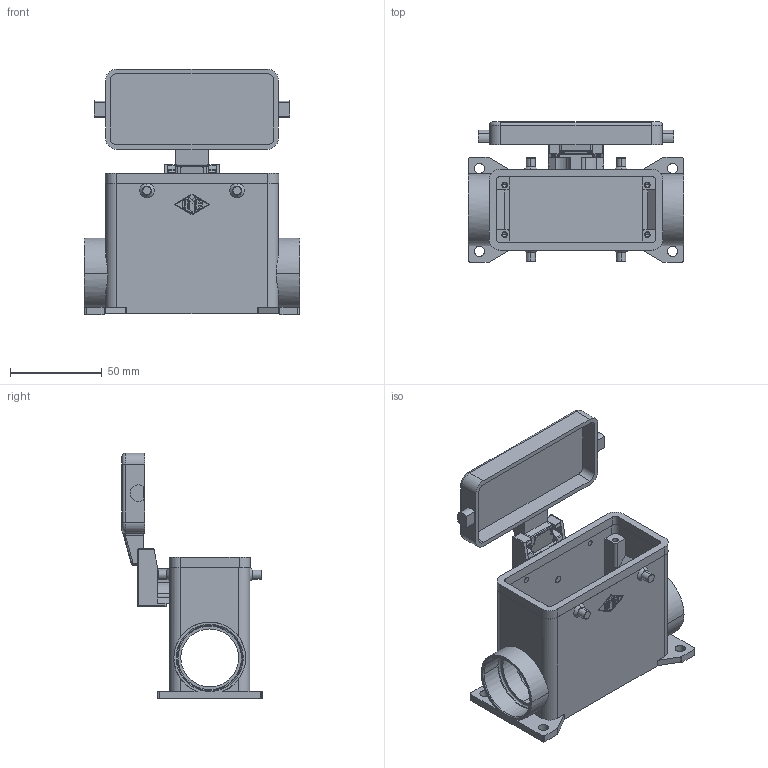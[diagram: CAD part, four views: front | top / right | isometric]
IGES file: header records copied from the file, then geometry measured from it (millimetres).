
Global section: file name: No Iges File Name specified; native system: AutoDesk Inventor R6.1; preprocessor: AutoDesk Inventor Iges Exporter R6.1; author: No Author specified; organization: No Organization specified; date: 20061221.144923; units: millimetre
Bounding box: 117 x 76.25 x 133.5 mm (x, y, z)
Volume: 125528.8 mm3; surface area: 73357.6 mm2
Topology: 2 solids, 3 shells, 474 faces, 1259 edges, 808 vertices
Faces by surface type: plane 175, cylinder 112, bspline 92, revolution 71, torus 12, cone 10, sphere 2
